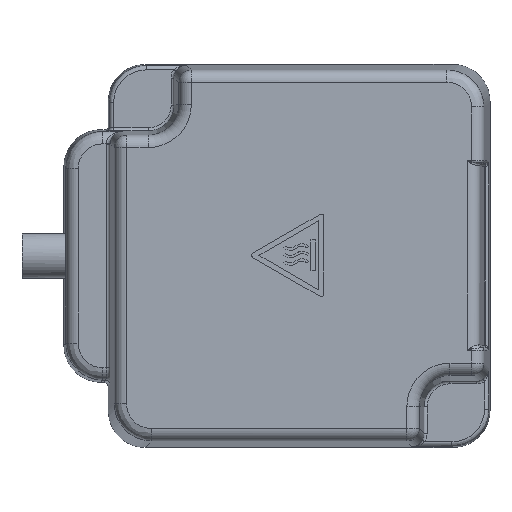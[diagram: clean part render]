
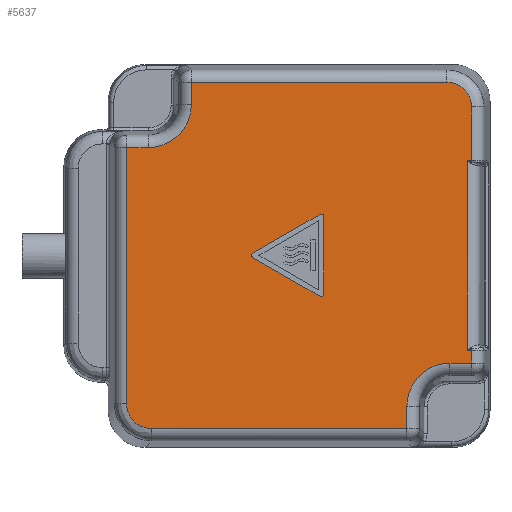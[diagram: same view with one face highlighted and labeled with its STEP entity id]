
A CAD part, top view. The second image highlights one B-rep face of the part: STEP entity #5637.
In plain terms, the highlighted planar face has unit normal (0, 0, 1).
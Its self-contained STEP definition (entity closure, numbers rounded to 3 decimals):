
#4520=CARTESIAN_POINT('Vertex',(27.325,15.4,59.)) ;
#4640=CARTESIAN_POINT('Vertex',(27.325,-15.4,59.)) ;
#4719=CARTESIAN_POINT('Vertex',(28.005,15.4,59.)) ;
#4780=CARTESIAN_POINT('Vertex',(-17.505,28.105,59.)) ;
#4847=CARTESIAN_POINT('Vertex',(-28.005,17.505,59.)) ;
#4926=CARTESIAN_POINT('Vertex',(17.505,-28.105,59.)) ;
#4970=CARTESIAN_POINT('Vertex',(28.005,-17.505,59.)) ;
#4994=CARTESIAN_POINT('Vertex',(28.005,-15.4,59.)) ;
#5047=CARTESIAN_POINT('Line Origine',(27.325,0.074,59.)) ;
#5067=CARTESIAN_POINT('Line Origine',(0.,15.4,59.)) ;
#5088=CARTESIAN_POINT('Vertex',(17.505,-24.5,59.)) ;
#5091=CARTESIAN_POINT('Line Origine',(17.505,0.074,59.)) ;
#5113=CARTESIAN_POINT('Vertex',(24.5,-17.505,59.)) ;
#5116=CARTESIAN_POINT('Axis2P3D Location',(24.5,-24.5,59.)) ;
#5134=CARTESIAN_POINT('Line Origine',(-0.074,-17.505,59.)) ;
#5152=CARTESIAN_POINT('Line Origine',(0.,-15.4,59.)) ;
#5173=CARTESIAN_POINT('Vertex',(-17.505,24.5,59.)) ;
#5176=CARTESIAN_POINT('Line Origine',(-17.505,0.074,59.)) ;
#5198=CARTESIAN_POINT('Vertex',(-24.5,17.505,59.)) ;
#5201=CARTESIAN_POINT('Axis2P3D Location',(-24.5,24.5,59.)) ;
#5223=CARTESIAN_POINT('Vertex',(28.005,24.105,59.)) ;
#5226=CARTESIAN_POINT('Line Origine',(28.005,0.074,59.)) ;
#5328=CARTESIAN_POINT('Vertex',(24.005,28.105,59.)) ;
#5332=CARTESIAN_POINT('Control Point',(24.005,28.105,59.)) ;
#5333=CARTESIAN_POINT('Control Point',(24.331,28.105,59.)) ;
#5334=CARTESIAN_POINT('Control Point',(24.656,28.072,59.)) ;
#5335=CARTESIAN_POINT('Control Point',(24.977,28.005,59.)) ;
#5336=CARTESIAN_POINT('Control Point',(25.825,27.738,59.)) ;
#5337=CARTESIAN_POINT('Control Point',(26.576,27.246,59.)) ;
#5338=CARTESIAN_POINT('Control Point',(26.991,26.855,59.)) ;
#5339=CARTESIAN_POINT('Control Point',(27.554,26.095,59.)) ;
#5340=CARTESIAN_POINT('Control Point',(27.875,25.215,59.)) ;
#5341=CARTESIAN_POINT('Control Point',(27.962,24.849,59.)) ;
#5342=CARTESIAN_POINT('Control Point',(28.005,24.477,59.)) ;
#5343=CARTESIAN_POINT('Control Point',(28.005,24.105,59.)) ;
#5358=CARTESIAN_POINT('Line Origine',(-0.074,28.105,59.)) ;
#5376=CARTESIAN_POINT('Line Origine',(-0.074,17.505,59.)) ;
#5398=CARTESIAN_POINT('Vertex',(-28.005,-24.105,59.)) ;
#5401=CARTESIAN_POINT('Line Origine',(-28.005,0.074,59.)) ;
#5503=CARTESIAN_POINT('Vertex',(-24.005,-28.105,59.)) ;
#5507=CARTESIAN_POINT('Control Point',(-24.005,-28.105,59.)) ;
#5508=CARTESIAN_POINT('Control Point',(-24.331,-28.105,59.)) ;
#5509=CARTESIAN_POINT('Control Point',(-24.656,-28.072,59.)) ;
#5510=CARTESIAN_POINT('Control Point',(-24.977,-28.005,59.)) ;
#5511=CARTESIAN_POINT('Control Point',(-25.825,-27.738,59.)) ;
#5512=CARTESIAN_POINT('Control Point',(-26.576,-27.246,59.)) ;
#5513=CARTESIAN_POINT('Control Point',(-26.991,-26.855,59.)) ;
#5514=CARTESIAN_POINT('Control Point',(-27.554,-26.095,59.)) ;
#5515=CARTESIAN_POINT('Control Point',(-27.875,-25.215,59.)) ;
#5516=CARTESIAN_POINT('Control Point',(-27.962,-24.849,59.)) ;
#5517=CARTESIAN_POINT('Control Point',(-28.005,-24.477,59.)) ;
#5518=CARTESIAN_POINT('Control Point',(-28.005,-24.105,59.)) ;
#5533=CARTESIAN_POINT('Line Origine',(-0.074,-28.105,59.)) ;
#5551=CARTESIAN_POINT('Line Origine',(28.005,0.074,59.)) ;
#5564=CARTESIAN_POINT('Axis2P3D Location',(0.,0.,59.)) ;
#5587=CARTESIAN_POINT('Axis2P3D Location',(3.6,-6.307,59.)) ;
#5591=CARTESIAN_POINT('Vertex',(3.4,-6.654,59.)) ;
#5593=CARTESIAN_POINT('Vertex',(4.,-6.307,59.)) ;
#5596=CARTESIAN_POINT('Line Origine',(-2.062,-3.5,59.)) ;
#5600=CARTESIAN_POINT('Vertex',(-7.524,-0.346,59.)) ;
#5603=CARTESIAN_POINT('Axis2P3D Location',(-7.324,0.,59.)) ;
#5607=CARTESIAN_POINT('Vertex',(-7.524,0.346,59.)) ;
#5610=CARTESIAN_POINT('Line Origine',(-2.062,3.5,59.)) ;
#5614=CARTESIAN_POINT('Vertex',(3.4,6.654,59.)) ;
#5617=CARTESIAN_POINT('Axis2P3D Location',(3.6,6.307,59.)) ;
#5621=CARTESIAN_POINT('Vertex',(4.,6.307,59.)) ;
#5624=CARTESIAN_POINT('Line Origine',(4.,0.,59.)) ;
#5049=VECTOR('Line Direction',#5048,1.) ;
#5069=VECTOR('Line Direction',#5068,1.) ;
#5093=VECTOR('Line Direction',#5092,1.) ;
#5136=VECTOR('Line Direction',#5135,1.) ;
#5154=VECTOR('Line Direction',#5153,1.) ;
#5178=VECTOR('Line Direction',#5177,1.) ;
#5228=VECTOR('Line Direction',#5227,1.) ;
#5360=VECTOR('Line Direction',#5359,1.) ;
#5378=VECTOR('Line Direction',#5377,1.) ;
#5403=VECTOR('Line Direction',#5402,1.) ;
#5535=VECTOR('Line Direction',#5534,1.) ;
#5553=VECTOR('Line Direction',#5552,1.) ;
#5598=VECTOR('Line Direction',#5597,1.) ;
#5612=VECTOR('Line Direction',#5611,1.) ;
#5626=VECTOR('Line Direction',#5625,1.) ;
#5048=DIRECTION('Vector Direction',(0.,-1.,0.)) ;
#5068=DIRECTION('Vector Direction',(-1.,0.,0.)) ;
#5092=DIRECTION('Vector Direction',(0.,-1.,0.)) ;
#5117=DIRECTION('Axis2P3D Direction',(-0.,0.,1.)) ;
#5135=DIRECTION('Vector Direction',(1.,0.,0.)) ;
#5153=DIRECTION('Vector Direction',(-1.,0.,0.)) ;
#5177=DIRECTION('Vector Direction',(0.,1.,0.)) ;
#5202=DIRECTION('Axis2P3D Direction',(0.,-0.,1.)) ;
#5227=DIRECTION('Vector Direction',(0.,-1.,0.)) ;
#5359=DIRECTION('Vector Direction',(1.,0.,0.)) ;
#5377=DIRECTION('Vector Direction',(-1.,0.,0.)) ;
#5402=DIRECTION('Vector Direction',(0.,-1.,0.)) ;
#5534=DIRECTION('Vector Direction',(1.,0.,0.)) ;
#5552=DIRECTION('Vector Direction',(0.,-1.,0.)) ;
#5565=DIRECTION('Axis2P3D Direction',(0.,0.,1.)) ;
#5566=DIRECTION('Axis2P3D XDirection',(1.,0.,0.)) ;
#5588=DIRECTION('Axis2P3D Direction',(0.,0.,1.)) ;
#5597=DIRECTION('Vector Direction',(-0.866,0.5,0.)) ;
#5604=DIRECTION('Axis2P3D Direction',(0.,0.,1.)) ;
#5611=DIRECTION('Vector Direction',(0.866,0.5,0.)) ;
#5618=DIRECTION('Axis2P3D Direction',(0.,0.,1.)) ;
#5625=DIRECTION('Vector Direction',(0.,-1.,0.)) ;
#5118=AXIS2_PLACEMENT_3D('Circle Axis2P3D',#5116,#5117,$) ;
#5203=AXIS2_PLACEMENT_3D('Circle Axis2P3D',#5201,#5202,$) ;
#5567=AXIS2_PLACEMENT_3D('Plane Axis2P3D',#5564,#5565,#5566) ;
#5589=AXIS2_PLACEMENT_3D('Circle Axis2P3D',#5587,#5588,$) ;
#5605=AXIS2_PLACEMENT_3D('Circle Axis2P3D',#5603,#5604,$) ;
#5619=AXIS2_PLACEMENT_3D('Circle Axis2P3D',#5617,#5618,$) ;
#5050=LINE('Line',#5047,#5049) ;
#5070=LINE('Line',#5067,#5069) ;
#5094=LINE('Line',#5091,#5093) ;
#5137=LINE('Line',#5134,#5136) ;
#5155=LINE('Line',#5152,#5154) ;
#5179=LINE('Line',#5176,#5178) ;
#5229=LINE('Line',#5226,#5228) ;
#5361=LINE('Line',#5358,#5360) ;
#5379=LINE('Line',#5376,#5378) ;
#5404=LINE('Line',#5401,#5403) ;
#5536=LINE('Line',#5533,#5535) ;
#5554=LINE('Line',#5551,#5553) ;
#5599=LINE('Line',#5596,#5598) ;
#5613=LINE('Line',#5610,#5612) ;
#5627=LINE('Line',#5624,#5626) ;
#5119=CIRCLE('generated circle',#5118,6.995) ;
#5204=CIRCLE('generated circle',#5203,6.995) ;
#5590=CIRCLE('generated circle',#5589,0.4) ;
#5606=CIRCLE('generated circle',#5605,0.4) ;
#5620=CIRCLE('generated circle',#5619,0.4) ;
#5568=PLANE('',#5567) ;
#5636=FACE_BOUND('',#5629,.T.) ;
#5051=EDGE_CURVE('',#4641,#4521,#5050,.F.) ;
#5071=EDGE_CURVE('',#4521,#4720,#5070,.F.) ;
#5095=EDGE_CURVE('',#4927,#5089,#5094,.F.) ;
#5120=EDGE_CURVE('',#5089,#5114,#5119,.F.) ;
#5138=EDGE_CURVE('',#5114,#4971,#5137,.T.) ;
#5156=EDGE_CURVE('',#4641,#4995,#5155,.F.) ;
#5180=EDGE_CURVE('',#4781,#5174,#5179,.F.) ;
#5205=EDGE_CURVE('',#5174,#5199,#5204,.F.) ;
#5230=EDGE_CURVE('',#4720,#5224,#5229,.F.) ;
#5344=EDGE_CURVE('',#5224,#5329,#5331,.F.) ;
#5362=EDGE_CURVE('',#5329,#4781,#5361,.F.) ;
#5380=EDGE_CURVE('',#5199,#4848,#5379,.T.) ;
#5405=EDGE_CURVE('',#4848,#5399,#5404,.T.) ;
#5519=EDGE_CURVE('',#5399,#5504,#5506,.F.) ;
#5537=EDGE_CURVE('',#5504,#4927,#5536,.T.) ;
#5555=EDGE_CURVE('',#4971,#4995,#5554,.F.) ;
#5595=EDGE_CURVE('',#5592,#5594,#5590,.T.) ;
#5602=EDGE_CURVE('',#5601,#5592,#5599,.F.) ;
#5609=EDGE_CURVE('',#5608,#5601,#5606,.T.) ;
#5616=EDGE_CURVE('',#5615,#5608,#5613,.F.) ;
#5623=EDGE_CURVE('',#5622,#5615,#5620,.T.) ;
#5628=EDGE_CURVE('',#5594,#5622,#5627,.F.) ;
#5570=ORIENTED_EDGE('',*,*,#5051,.T.) ;
#5571=ORIENTED_EDGE('',*,*,#5071,.T.) ;
#5572=ORIENTED_EDGE('',*,*,#5230,.T.) ;
#5573=ORIENTED_EDGE('',*,*,#5344,.T.) ;
#5574=ORIENTED_EDGE('',*,*,#5362,.T.) ;
#5575=ORIENTED_EDGE('',*,*,#5180,.T.) ;
#5576=ORIENTED_EDGE('',*,*,#5205,.T.) ;
#5577=ORIENTED_EDGE('',*,*,#5380,.T.) ;
#5578=ORIENTED_EDGE('',*,*,#5405,.T.) ;
#5579=ORIENTED_EDGE('',*,*,#5519,.T.) ;
#5580=ORIENTED_EDGE('',*,*,#5537,.T.) ;
#5581=ORIENTED_EDGE('',*,*,#5095,.T.) ;
#5582=ORIENTED_EDGE('',*,*,#5120,.T.) ;
#5583=ORIENTED_EDGE('',*,*,#5138,.T.) ;
#5584=ORIENTED_EDGE('',*,*,#5555,.T.) ;
#5585=ORIENTED_EDGE('',*,*,#5156,.F.) ;
#5630=ORIENTED_EDGE('',*,*,#5595,.F.) ;
#5631=ORIENTED_EDGE('',*,*,#5602,.F.) ;
#5632=ORIENTED_EDGE('',*,*,#5609,.F.) ;
#5633=ORIENTED_EDGE('',*,*,#5616,.F.) ;
#5634=ORIENTED_EDGE('',*,*,#5623,.F.) ;
#5635=ORIENTED_EDGE('',*,*,#5628,.F.) ;
#5569=EDGE_LOOP('',(#5570,#5571,#5572,#5573,#5574,#5575,#5576,#5577,#5578,#5579,#5580,#5581,#5582,#5583,#5584,#5585)) ;
#5629=EDGE_LOOP('',(#5630,#5631,#5632,#5633,#5634,#5635)) ;
#4521=VERTEX_POINT('',#4520) ;
#4641=VERTEX_POINT('',#4640) ;
#4720=VERTEX_POINT('',#4719) ;
#4781=VERTEX_POINT('',#4780) ;
#4848=VERTEX_POINT('',#4847) ;
#4927=VERTEX_POINT('',#4926) ;
#4971=VERTEX_POINT('',#4970) ;
#4995=VERTEX_POINT('',#4994) ;
#5089=VERTEX_POINT('',#5088) ;
#5114=VERTEX_POINT('',#5113) ;
#5174=VERTEX_POINT('',#5173) ;
#5199=VERTEX_POINT('',#5198) ;
#5224=VERTEX_POINT('',#5223) ;
#5329=VERTEX_POINT('',#5328) ;
#5399=VERTEX_POINT('',#5398) ;
#5504=VERTEX_POINT('',#5503) ;
#5592=VERTEX_POINT('',#5591) ;
#5594=VERTEX_POINT('',#5593) ;
#5601=VERTEX_POINT('',#5600) ;
#5608=VERTEX_POINT('',#5607) ;
#5615=VERTEX_POINT('',#5614) ;
#5622=VERTEX_POINT('',#5621) ;
#5637=ADVANCED_FACE('PartBody',(#5586,#5636),#5568,.T.) ;
#5331=B_SPLINE_CURVE_WITH_KNOTS('',5,(#5332,#5333,#5334,#5335,#5336,#5337,#5338,#5339,#5340,#5341,#5342,#5343),.UNSPECIFIED.,.F.,.U.,(6,3,3,6),(16.995,19.929,24.967,28.321),.UNSPECIFIED.) ;
#5506=B_SPLINE_CURVE_WITH_KNOTS('',5,(#5507,#5508,#5509,#5510,#5511,#5512,#5513,#5514,#5515,#5516,#5517,#5518),.UNSPECIFIED.,.F.,.U.,(6,3,3,6),(16.995,19.929,24.967,28.321),.UNSPECIFIED.) ;
#5586=FACE_OUTER_BOUND('',#5569,.T.) ;
